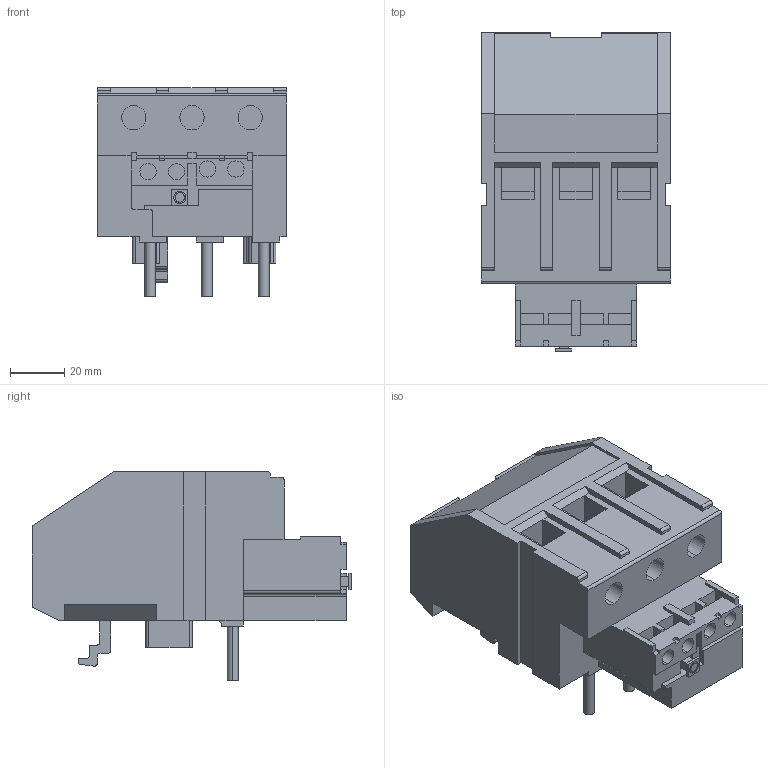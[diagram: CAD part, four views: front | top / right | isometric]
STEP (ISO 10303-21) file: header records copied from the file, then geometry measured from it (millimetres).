
FILE_DESCRIPTION (( 'STEP AP214' ), '1' );
FILE_NAME ('Òåïëîâîå ðåëå ÐÒÝ - 3353.STEP', '2016-12-25T17:18:17', ( '' ), ( '' ), 'SwSTEP 2.0', 'SolidWorks 2014', '' );
FILE_SCHEMA (( 'AUTOMOTIVE_DESIGN' ));
Length unit declared in the file: millimetre
Products named in the file (1): Òåïëîâîå ðåëå ÐÒÝ - 3353
Bounding box: 70 x 118 x 77 mm (x, y, z)
Volume: 328010.1 mm3; surface area: 43731.3 mm2
Topology: 1 solids, 1 shells, 273 faces, 746 edges, 491 vertices
Faces by surface type: plane 214, cylinder 59
Entity records: 8608 total; most frequent: CARTESIAN_POINT 1511, ORIENTED_EDGE 1492, DIRECTION 1412, EDGE_CURVE 746, VECTOR 628, LINE 628, VERTEX_POINT 491, AXIS2_PLACEMENT_3D 392
